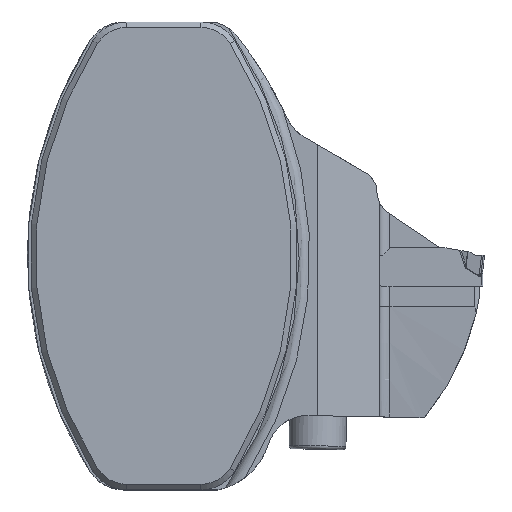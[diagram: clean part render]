
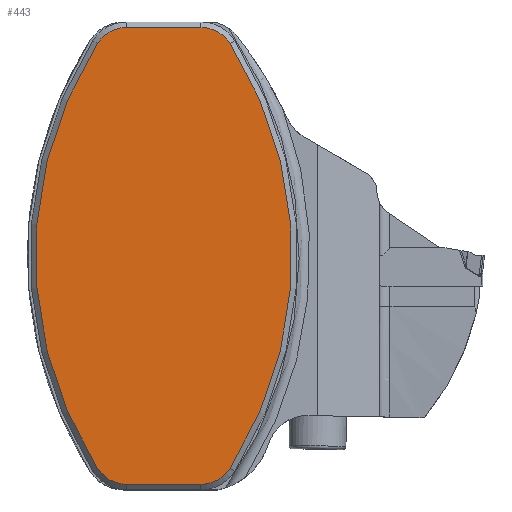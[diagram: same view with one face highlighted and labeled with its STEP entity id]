
A CAD part, top view. The second image highlights one B-rep face of the part: STEP entity #443.
In plain terms, the highlighted planar face has unit normal (0, 0, 1).
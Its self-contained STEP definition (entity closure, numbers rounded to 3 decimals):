
#268=CIRCLE('',#2622,59.175);
#269=CIRCLE('',#2623,5.175);
#270=CIRCLE('',#2624,5.175);
#271=CIRCLE('',#2625,59.175);
#272=CIRCLE('',#2626,5.175);
#273=CIRCLE('',#2627,5.175);
#443=ADVANCED_FACE('',(#637),#577,.T.);
#577=PLANE('',#2628);
#637=FACE_OUTER_BOUND('',#776,.T.);
#776=EDGE_LOOP('',(#1052,#1053,#1054,#1055,#1056,#1057,#1058,#1059));
#1052=ORIENTED_EDGE('',*,*,#1969,.T.);
#1053=ORIENTED_EDGE('',*,*,#1970,.T.);
#1054=ORIENTED_EDGE('',*,*,#1971,.T.);
#1055=ORIENTED_EDGE('',*,*,#1972,.T.);
#1056=ORIENTED_EDGE('',*,*,#1973,.T.);
#1057=ORIENTED_EDGE('',*,*,#1974,.T.);
#1058=ORIENTED_EDGE('',*,*,#1975,.T.);
#1059=ORIENTED_EDGE('',*,*,#1976,.T.);
#1715=VERTEX_POINT('',#3776);
#1716=VERTEX_POINT('',#3777);
#1717=VERTEX_POINT('',#3779);
#1718=VERTEX_POINT('',#3781);
#1719=VERTEX_POINT('',#3783);
#1720=VERTEX_POINT('',#3785);
#1721=VERTEX_POINT('',#3787);
#1722=VERTEX_POINT('',#3789);
#1969=EDGE_CURVE('',#1715,#1716,#268,.T.);
#1970=EDGE_CURVE('',#1716,#1717,#269,.T.);
#1971=EDGE_CURVE('',#1717,#1718,#2264,.T.);
#1972=EDGE_CURVE('',#1718,#1719,#270,.T.);
#1973=EDGE_CURVE('',#1719,#1720,#271,.T.);
#1974=EDGE_CURVE('',#1720,#1721,#272,.T.);
#1975=EDGE_CURVE('',#1721,#1722,#2265,.T.);
#1976=EDGE_CURVE('',#1722,#1715,#273,.T.);
#2264=LINE('',#3780,#2409);
#2265=LINE('',#3788,#2410);
#2409=VECTOR('',#2945,1.);
#2410=VECTOR('',#2952,1.);
#2622=AXIS2_PLACEMENT_3D('',#3775,#2941,#2942);
#2623=AXIS2_PLACEMENT_3D('',#3778,#2943,#2944);
#2624=AXIS2_PLACEMENT_3D('',#3782,#2946,#2947);
#2625=AXIS2_PLACEMENT_3D('',#3784,#2948,#2949);
#2626=AXIS2_PLACEMENT_3D('',#3786,#2950,#2951);
#2627=AXIS2_PLACEMENT_3D('',#3790,#2953,#2954);
#2628=AXIS2_PLACEMENT_3D('',#3791,#2955,#2956);
#2941=DIRECTION('',(0.,0.,1.));
#2942=DIRECTION('',(0.,-1.,0.));
#2943=DIRECTION('',(0.,0.,1.));
#2944=DIRECTION('',(0.,-1.,0.));
#2945=DIRECTION('',(-1.,0.,0.));
#2946=DIRECTION('',(0.,0.,1.));
#2947=DIRECTION('',(0.,-1.,0.));
#2948=DIRECTION('',(0.,0.,1.));
#2949=DIRECTION('',(0.,-1.,0.));
#2950=DIRECTION('',(0.,0.,1.));
#2951=DIRECTION('',(0.,-1.,0.));
#2952=DIRECTION('',(1.,0.,0.));
#2953=DIRECTION('',(0.,0.,1.));
#2954=DIRECTION('',(0.,-1.,0.));
#2955=DIRECTION('',(0.,0.,1.));
#2956=DIRECTION('',(0.,1.,0.));
#3775=CARTESIAN_POINT('',(-40.,0.,0.325));
#3776=CARTESIAN_POINT('',(9.918,-31.779,0.325));
#3777=CARTESIAN_POINT('',(9.918,31.779,0.325));
#3778=CARTESIAN_POINT('',(5.552,29.,0.325));
#3779=CARTESIAN_POINT('',(5.552,34.175,0.325));
#3780=CARTESIAN_POINT('',(0.,34.175,0.325));
#3781=CARTESIAN_POINT('',(-5.552,34.175,0.325));
#3782=CARTESIAN_POINT('',(-5.552,29.,0.325));
#3783=CARTESIAN_POINT('',(-9.918,31.779,0.325));
#3784=CARTESIAN_POINT('',(40.,0.,0.325));
#3785=CARTESIAN_POINT('',(-9.918,-31.779,0.325));
#3786=CARTESIAN_POINT('',(-5.552,-29.,0.325));
#3787=CARTESIAN_POINT('',(-5.552,-34.175,0.325));
#3788=CARTESIAN_POINT('',(0.,-34.175,0.325));
#3789=CARTESIAN_POINT('',(5.552,-34.175,0.325));
#3790=CARTESIAN_POINT('',(5.552,-29.,0.325));
#3791=CARTESIAN_POINT('',(0.,0.,0.325));
